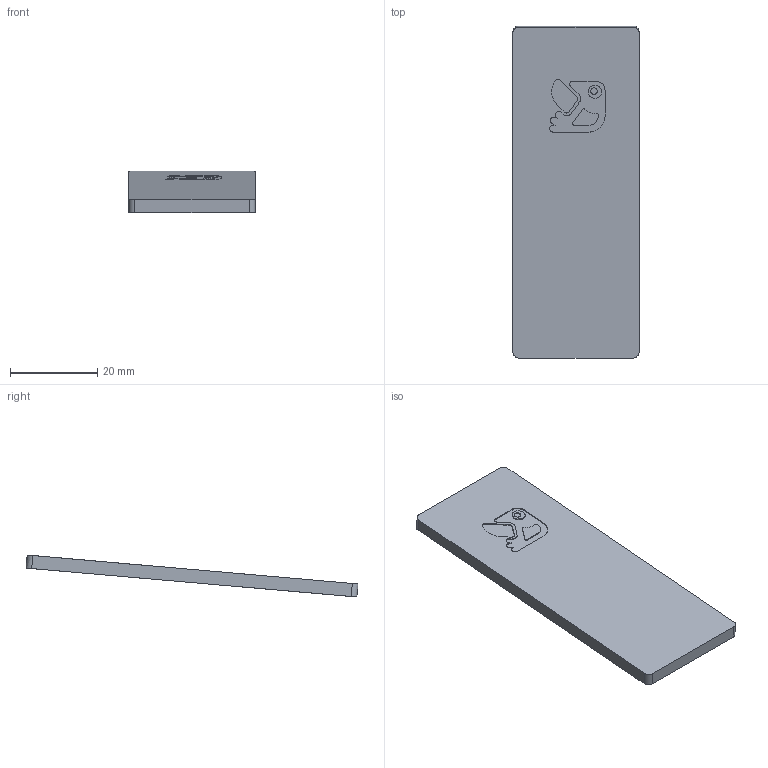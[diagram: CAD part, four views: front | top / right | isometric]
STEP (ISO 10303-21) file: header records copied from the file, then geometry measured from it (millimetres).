
FILE_DESCRIPTION(/* description */ (''),/* implementation_level */ '2;1');
FILE_NAME(/* name */ 'soroka_v2_magnet_panel.step',/* time_stamp */ '2024-08-27T23:05:21+06:00',/* author */ (''),/* organization */ (''),/* preprocessor_version */ 'ST-DEVELOPER v20',/* originating_system */ 'Autodesk Translation Framework v13.14.0.145',/* authorisation */ '');
FILE_SCHEMA (('AUTOMOTIVE_DESIGN { 1 0 10303 214 3 1 1 }'));
Length unit declared in the file: millimetre
Products named in the file (1): soroka_5degree v65
Bounding box: 28.92 x 76.17 x 9.63 mm (x, y, z)
Volume: 6546.7 mm3; surface area: 5096.8 mm2
Topology: 1 solids, 1 shells, 62 faces, 153 edges, 102 vertices
Faces by surface type: plane 31, bspline 19, cylinder 12
Full cylindrical faces by diameter (mm): 1.524 x1, 3 x1, 3.2 x4
Entity records: 1996 total; most frequent: CARTESIAN_POINT 565, ORIENTED_EDGE 306, DIRECTION 227, EDGE_CURVE 153, VERTEX_POINT 102, LINE 91, VECTOR 91, EDGE_LOOP 71
